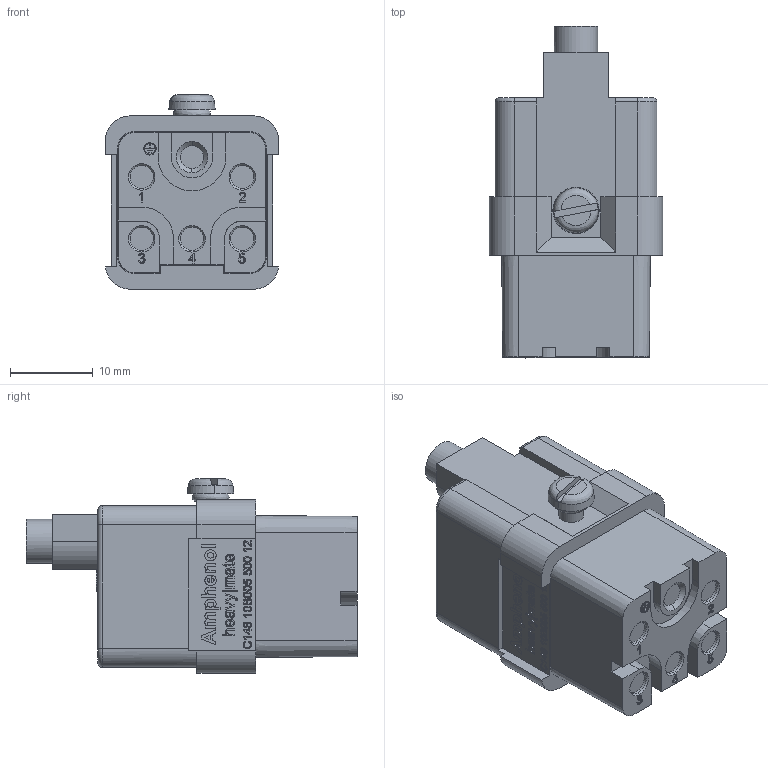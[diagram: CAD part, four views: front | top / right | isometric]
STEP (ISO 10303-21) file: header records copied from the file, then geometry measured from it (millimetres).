
FILE_DESCRIPTION(/* description */ (''),/* implementation_level */ '2;1');
FILE_NAME(/* name */ 'C146_10B005_500_12.stp',/* time_stamp */ '2016-04-12T07:52:26+02:00',/* author */ (''),/* organization */ (''),/* preprocessor_version */ 'ST-DEVELOPER v15',/* originating_system */ 'SIEMENS PLM Software NX 9.0',/* authorisation */ '');
FILE_SCHEMA (('CONFIG_CONTROL_DESIGN'));
Length unit declared in the file: millimetre
Products named in the file (1): c146 10a005 500 12nxm001-04
Bounding box: 21 x 40.2 x 23.55 mm (x, y, z)
Volume: 10921.1 mm3; surface area: 3752.5 mm2
Topology: 1 solids, 3 shells, 803 faces, 2039 edges, 1358 vertices
Faces by surface type: plane 525, bspline 214, cylinder 54, cone 6, torus 4
Full cylindrical faces by diameter (mm): 1.3 x1, 1.5 x1, 2 x2, 2.3 x1, 2.5 x1, 3 x2, 3.5 x1, 5.3 x1
Entity records: 29366 total; most frequent: CARTESIAN_POINT 11166, ORIENTED_EDGE 4066, DIRECTION 2969, EDGE_CURVE 2033, LINE 1465, VECTOR 1465, VERTEX_POINT 1357, EDGE_LOOP 926
